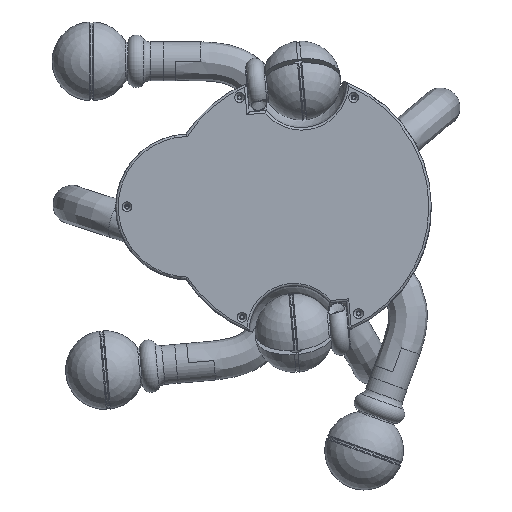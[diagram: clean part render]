
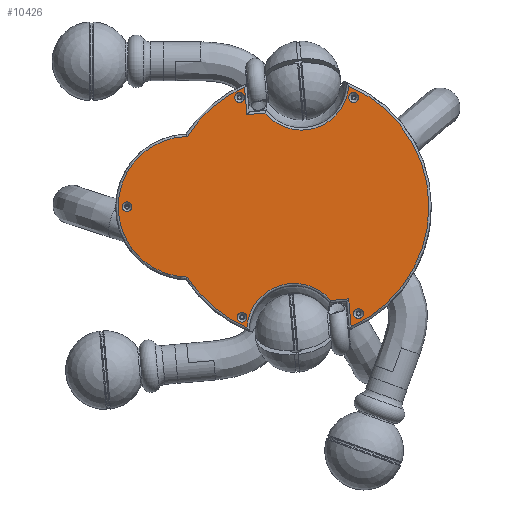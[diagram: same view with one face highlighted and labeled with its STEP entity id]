
A CAD part, top view. The second image highlights one B-rep face of the part: STEP entity #10426.
In plain terms, the highlighted planar face has unit normal (0, 0, 1).
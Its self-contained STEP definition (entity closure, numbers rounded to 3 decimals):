
#796=FACE_BOUND('',#2122,.T.);
#797=FACE_BOUND('',#2123,.T.);
#798=FACE_BOUND('',#2124,.T.);
#799=FACE_BOUND('',#2125,.T.);
#800=FACE_BOUND('',#2126,.T.);
#1030=PLANE('',#11319);
#1442=FACE_OUTER_BOUND('',#2121,.T.);
#2121=EDGE_LOOP('',(#8087,#8088,#8089,#8090,#8091,#8092,#8093,#8094,#8095,
#8096));
#2122=EDGE_LOOP('',(#8097));
#2123=EDGE_LOOP('',(#8098));
#2124=EDGE_LOOP('',(#8099));
#2125=EDGE_LOOP('',(#8100));
#2126=EDGE_LOOP('',(#8101));
#2784=LINE('',#23687,#3358);
#2785=LINE('',#23689,#3359);
#2786=LINE('',#23699,#3360);
#2787=LINE('',#23701,#3361);
#3358=VECTOR('',#13042,10.);
#3359=VECTOR('',#13043,10.);
#3360=VECTOR('',#13052,10.);
#3361=VECTOR('',#13053,10.);
#3949=CIRCLE('',#11317,4.);
#3951=CIRCLE('',#11320,39.089);
#3952=CIRCLE('',#11321,108.);
#3953=CIRCLE('',#11322,58.);
#3954=CIRCLE('',#11323,108.);
#3955=CIRCLE('',#11324,39.089);
#3956=CIRCLE('',#11325,108.);
#3957=CIRCLE('',#11326,4.);
#3958=CIRCLE('',#11327,4.);
#3959=CIRCLE('',#11328,4.);
#3960=CIRCLE('',#11329,4.);
#4637=VERTEX_POINT('',#23677);
#4639=VERTEX_POINT('',#23683);
#4640=VERTEX_POINT('',#23684);
#4641=VERTEX_POINT('',#23686);
#4642=VERTEX_POINT('',#23688);
#4643=VERTEX_POINT('',#23690);
#4644=VERTEX_POINT('',#23692);
#4645=VERTEX_POINT('',#23694);
#4646=VERTEX_POINT('',#23696);
#4647=VERTEX_POINT('',#23698);
#4648=VERTEX_POINT('',#23700);
#4649=VERTEX_POINT('',#23703);
#4650=VERTEX_POINT('',#23705);
#4651=VERTEX_POINT('',#23707);
#4652=VERTEX_POINT('',#23709);
#5887=EDGE_CURVE('',#4637,#4637,#3949,.T.);
#5890=EDGE_CURVE('',#4639,#4640,#3951,.T.);
#5891=EDGE_CURVE('',#4641,#4639,#2784,.T.);
#5892=EDGE_CURVE('',#4642,#4641,#2785,.T.);
#5893=EDGE_CURVE('',#4643,#4642,#3952,.T.);
#5894=EDGE_CURVE('',#4644,#4643,#3953,.T.);
#5895=EDGE_CURVE('',#4645,#4644,#3954,.T.);
#5896=EDGE_CURVE('',#4646,#4645,#3955,.T.);
#5897=EDGE_CURVE('',#4647,#4646,#2786,.T.);
#5898=EDGE_CURVE('',#4648,#4647,#2787,.T.);
#5899=EDGE_CURVE('',#4640,#4648,#3956,.T.);
#5900=EDGE_CURVE('',#4649,#4649,#3957,.T.);
#5901=EDGE_CURVE('',#4650,#4650,#3958,.T.);
#5902=EDGE_CURVE('',#4651,#4651,#3959,.T.);
#5903=EDGE_CURVE('',#4652,#4652,#3960,.T.);
#8087=ORIENTED_EDGE('',*,*,#5890,.F.);
#8088=ORIENTED_EDGE('',*,*,#5891,.F.);
#8089=ORIENTED_EDGE('',*,*,#5892,.F.);
#8090=ORIENTED_EDGE('',*,*,#5893,.F.);
#8091=ORIENTED_EDGE('',*,*,#5894,.F.);
#8092=ORIENTED_EDGE('',*,*,#5895,.F.);
#8093=ORIENTED_EDGE('',*,*,#5896,.F.);
#8094=ORIENTED_EDGE('',*,*,#5897,.F.);
#8095=ORIENTED_EDGE('',*,*,#5898,.F.);
#8096=ORIENTED_EDGE('',*,*,#5899,.F.);
#8097=ORIENTED_EDGE('',*,*,#5900,.F.);
#8098=ORIENTED_EDGE('',*,*,#5901,.F.);
#8099=ORIENTED_EDGE('',*,*,#5902,.F.);
#8100=ORIENTED_EDGE('',*,*,#5903,.F.);
#8101=ORIENTED_EDGE('',*,*,#5887,.F.);
#10426=ADVANCED_FACE('',(#1442,#796,#797,#798,#799,#800),#1030,.T.);
#11317=AXIS2_PLACEMENT_3D('',#23678,#13033,#13034);
#11319=AXIS2_PLACEMENT_3D('',#23682,#13038,#13039);
#11320=AXIS2_PLACEMENT_3D('',#23685,#13040,#13041);
#11321=AXIS2_PLACEMENT_3D('',#23691,#13044,#13045);
#11322=AXIS2_PLACEMENT_3D('',#23693,#13046,#13047);
#11323=AXIS2_PLACEMENT_3D('',#23695,#13048,#13049);
#11324=AXIS2_PLACEMENT_3D('',#23697,#13050,#13051);
#11325=AXIS2_PLACEMENT_3D('',#23702,#13054,#13055);
#11326=AXIS2_PLACEMENT_3D('',#23704,#13056,#13057);
#11327=AXIS2_PLACEMENT_3D('',#23706,#13058,#13059);
#11328=AXIS2_PLACEMENT_3D('',#23708,#13060,#13061);
#11329=AXIS2_PLACEMENT_3D('',#23710,#13062,#13063);
#13033=DIRECTION('center_axis',(0.,0.,1.));
#13034=DIRECTION('ref_axis',(-1.,0.,0.));
#13038=DIRECTION('center_axis',(0.,0.,1.));
#13039=DIRECTION('ref_axis',(1.,0.,0.));
#13040=DIRECTION('center_axis',(0.,0.,1.));
#13041=DIRECTION('ref_axis',(0.33,-0.944,0.));
#13042=DIRECTION('',(0.996,0.087,0.));
#13043=DIRECTION('',(0.087,-0.996,0.));
#13044=DIRECTION('center_axis',(0.,0.,-1.));
#13045=DIRECTION('ref_axis',(-0.639,0.769,0.));
#13046=DIRECTION('center_axis',(0.,0.,-1.));
#13047=DIRECTION('ref_axis',(-1.,0.,0.));
#13048=DIRECTION('center_axis',(0.,0.,-1.));
#13049=DIRECTION('ref_axis',(-0.632,-0.775,0.));
#13050=DIRECTION('center_axis',(0.,0.,1.));
#13051=DIRECTION('ref_axis',(-0.33,0.944,0.));
#13052=DIRECTION('',(-0.996,-0.087,0.));
#13053=DIRECTION('',(-0.087,0.996,0.));
#13054=DIRECTION('center_axis',(0.,0.,-1.));
#13055=DIRECTION('ref_axis',(1.,0.01,0.));
#13056=DIRECTION('center_axis',(0.,0.,1.));
#13057=DIRECTION('ref_axis',(-1.,0.,0.));
#13058=DIRECTION('center_axis',(0.,0.,1.));
#13059=DIRECTION('ref_axis',(-1.,0.,0.));
#13060=DIRECTION('center_axis',(0.,0.,1.));
#13061=DIRECTION('ref_axis',(-1.,0.,0.));
#13062=DIRECTION('center_axis',(0.,0.,1.));
#13063=DIRECTION('ref_axis',(-1.,0.,0.));
#23677=CARTESIAN_POINT('',(224.,-208.,75.));
#23678=CARTESIAN_POINT('Origin',(220.,-208.,75.));
#23682=CARTESIAN_POINT('Origin',(140.,-120.,75.));
#23683=CARTESIAN_POINT('',(142.94,-42.791,75.));
#23684=CARTESIAN_POINT('',(211.957,-20.483,75.));
#23685=CARTESIAN_POINT('Origin',(172.963,-17.759,75.));
#23686=CARTESIAN_POINT('',(128.087,-44.09,75.));
#23687=CARTESIAN_POINT('',(138.659,-43.165,75.));
#23688=CARTESIAN_POINT('',(126.095,-21.327,75.));
#23689=CARTESIAN_POINT('',(131.34,-81.278,75.));
#23690=CARTESIAN_POINT('',(78.889,-62.011,75.));
#23691=CARTESIAN_POINT('Origin',(170.,-120.,75.));
#23692=CARTESIAN_POINT('',(78.889,-177.989,75.));
#23693=CARTESIAN_POINT('Origin',(80.,-120.,75.));
#23694=CARTESIAN_POINT('',(128.043,-219.517,75.));
#23695=CARTESIAN_POINT('Origin',(170.,-120.,75.));
#23696=CARTESIAN_POINT('',(197.06,-197.209,75.));
#23697=CARTESIAN_POINT('Origin',(167.037,-222.241,75.));
#23698=CARTESIAN_POINT('',(211.913,-195.91,75.));
#23699=CARTESIAN_POINT('',(171.569,-199.439,75.));
#23700=CARTESIAN_POINT('',(213.905,-218.673,75.));
#23701=CARTESIAN_POINT('',(208.432,-156.117,75.));
#23702=CARTESIAN_POINT('Origin',(170.,-120.,75.));
#23703=CARTESIAN_POINT('',(128.,-211.,75.));
#23704=CARTESIAN_POINT('Origin',(124.,-211.,75.));
#23705=CARTESIAN_POINT('',(126.,-30.,75.));
#23706=CARTESIAN_POINT('Origin',(122.,-30.,75.));
#23707=CARTESIAN_POINT('',(220.,-30.,75.));
#23708=CARTESIAN_POINT('Origin',(216.,-30.,75.));
#23709=CARTESIAN_POINT('',(33.166,-120.,75.));
#23710=CARTESIAN_POINT('Origin',(29.166,-120.,75.));
